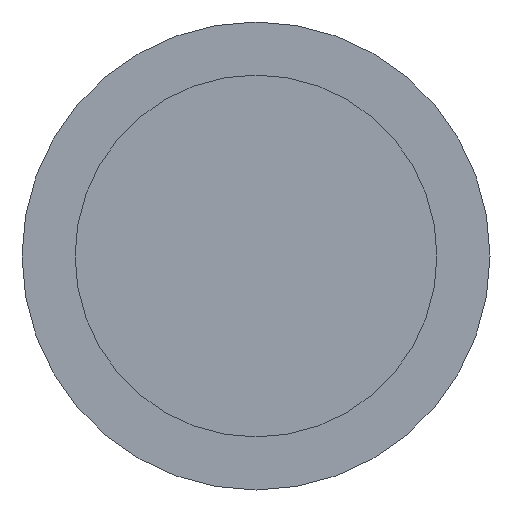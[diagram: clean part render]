
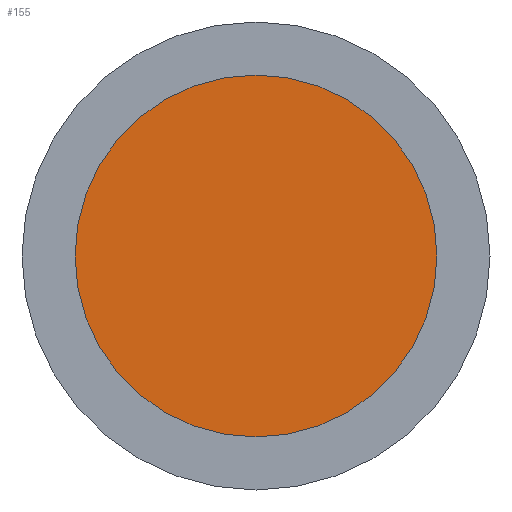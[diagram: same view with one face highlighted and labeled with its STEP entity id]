
A CAD part, front view. The second image highlights one B-rep face of the part: STEP entity #155.
In plain terms, the highlighted planar face has unit normal (0, -1, 0).
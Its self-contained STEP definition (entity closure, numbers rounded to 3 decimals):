
#2 = CARTESIAN_POINT ( 'NONE',  ( -0.785, -6.58, 0. ) ) ;
#5 = CIRCLE ( 'NONE', #201, 0.785 ) ;
#6 = FACE_OUTER_BOUND ( 'NONE', #168, .T. ) ;
#11 = ORIENTED_EDGE ( 'NONE', *, *, #161, .T. ) ;
#25 = ORIENTED_EDGE ( 'NONE', *, *, #51, .T. ) ;
#34 = PLANE ( 'NONE',  #189 ) ;
#45 = DIRECTION ( 'NONE',  ( 0., -1., 0. ) ) ;
#51 = EDGE_CURVE ( 'NONE', #58, #78, #5, .T. ) ;
#58 = VERTEX_POINT ( 'NONE', #167 ) ;
#78 = VERTEX_POINT ( 'NONE', #195 ) ;
#91 = CIRCLE ( 'NONE', #219, 0.785 ) ;
#96 = DIRECTION ( 'NONE',  ( 0., 0., -1. ) ) ;
#109 = CARTESIAN_POINT ( 'NONE',  ( 0., -6.58, 0. ) ) ;
#155 = ADVANCED_FACE ( 'NONE', ( #6 ), #34, .F. ) ;
#156 = CARTESIAN_POINT ( 'NONE',  ( 0., -6.58, 0. ) ) ;
#161 = EDGE_CURVE ( 'NONE', #78, #58, #91, .T. ) ;
#167 = CARTESIAN_POINT ( 'NONE',  ( 0., -6.58, -0.785 ) ) ;
#168 = EDGE_LOOP ( 'NONE', ( #25, #11 ) ) ;
#171 = DIRECTION ( 'NONE',  ( 0., 0., 1. ) ) ;
#175 = DIRECTION ( 'NONE',  ( 0., 1., 0. ) ) ;
#189 = AXIS2_PLACEMENT_3D ( 'NONE', #2, #175, #171 ) ;
#195 = CARTESIAN_POINT ( 'NONE',  ( 0., -6.58, 0.785 ) ) ;
#201 = AXIS2_PLACEMENT_3D ( 'NONE', #109, #45, #96 ) ;
#204 = DIRECTION ( 'NONE',  ( 0., -1., 0. ) ) ;
#209 = DIRECTION ( 'NONE',  ( 0., 0., -1. ) ) ;
#219 = AXIS2_PLACEMENT_3D ( 'NONE', #156, #204, #209 ) ;
